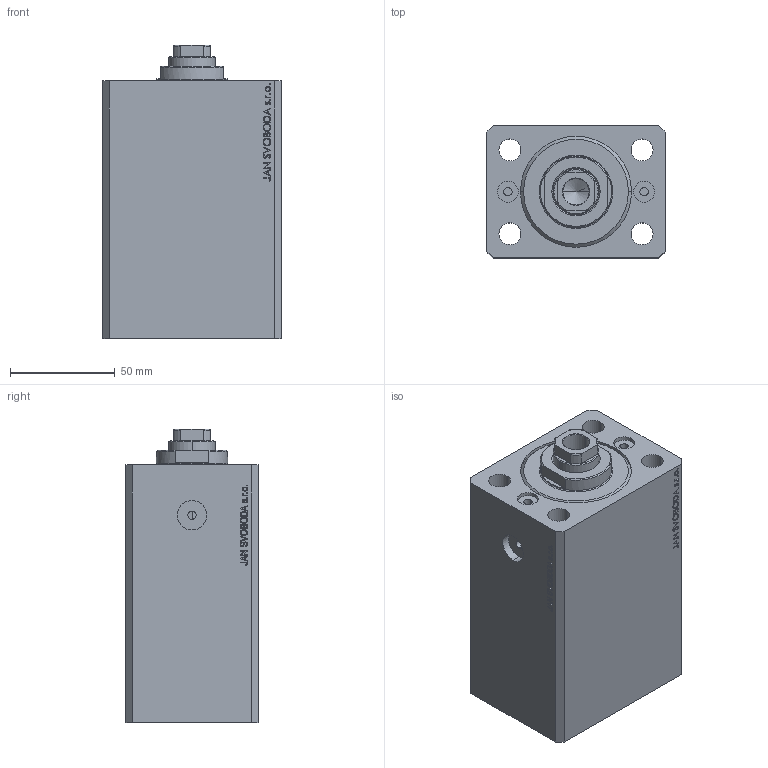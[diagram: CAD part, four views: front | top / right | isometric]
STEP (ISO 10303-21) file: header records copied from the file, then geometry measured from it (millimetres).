
FILE_DESCRIPTION (( 'STEP AP203' ), '1' );
FILE_NAME ('c6ad.STEP', '2023-10-07T22:11:14', ( '' ), ( '' ), 'SwSTEP 2.0', 'SolidWorks 2019', '' );
FILE_SCHEMA (( 'CONFIG_CONTROL_DESIGN' ));
Length unit declared in the file: millimetre
Products named in the file (4): c6ad; V250CE_C_VCP f95cccc2144bd52dfec48b3505346cc8; V250CE_VC_C f95cccc2144bd52dfec48b3505346cc8; V250CE_C_Body f95cccc2144bd52dfec48b3505346cc8
Assembly tree (3 placements, depth 2):
  c6ad
    V250CE_C_Body f95cccc2144bd52dfec48b3505346cc8
    V250CE_C_VCP f95cccc2144bd52dfec48b3505346cc8
    V250CE_VC_C f95cccc2144bd52dfec48b3505346cc8
Bounding box: 85 x 63 x 140 mm (x, y, z)
Volume: 573478.4 mm3; surface area: 102124.3 mm2
Topology: 3 solids, 3 shells, 864 faces, 2240 edges, 1485 vertices
Faces by surface type: plane 428, bspline 374, cylinder 44, cone 12, torus 6
Entity records: 44496 total; most frequent: CARTESIAN_POINT 25417, ORIENTED_EDGE 4476, DIRECTION 2574, EDGE_CURVE 2238, VERTEX_POINT 1485, LINE 1362, VECTOR 1362, EDGE_LOOP 983
